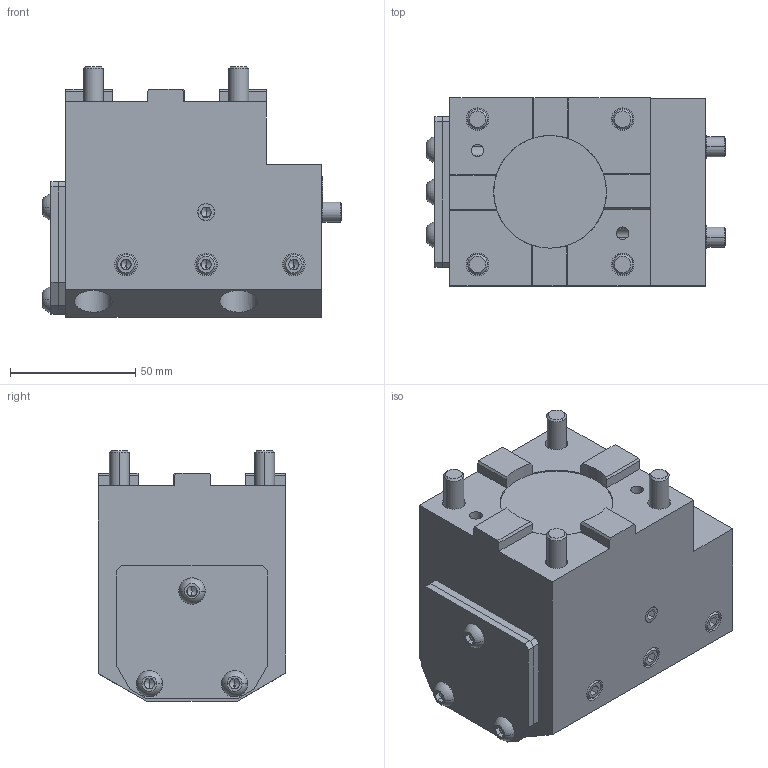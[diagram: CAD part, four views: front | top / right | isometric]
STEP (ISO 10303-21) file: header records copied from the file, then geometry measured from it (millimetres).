
FILE_DESCRIPTION (( 'STEP AP203' ), '1' );
FILE_NAME ('04-0972.STEP', '2023-06-22T16:43:50', ( '' ), ( '' ), 'SwSTEP 2.0', 'SolidWorks 2022', '' );
FILE_SCHEMA (( 'CONFIG_CONTROL_DESIGN' ));
Length unit declared in the file: inch
Products named in the file (1): 04-0972
Bounding box: 119.3 x 75 x 100 mm (x, y, z)
Surface area: 98022.3 mm2 (no closed solid volume)
Topology: 0 solids, 28 shells, 583 faces, 1418 edges, 866 vertices
Faces by surface type: plane 312, cylinder 123, cone 122, bspline 20, torus 6
Entity records: 18846 total; most frequent: CARTESIAN_POINT 5344, DIRECTION 2838, ORIENTED_EDGE 2666, EDGE_CURVE 1374, AXIS2_PLACEMENT_3D 1022, VERTEX_POINT 866, VECTOR 794, LINE 794
